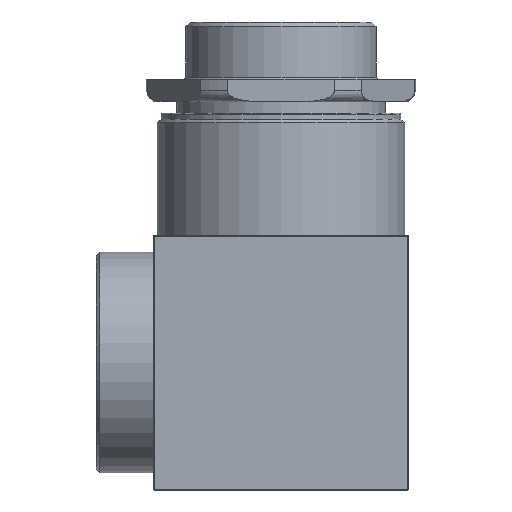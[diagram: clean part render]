
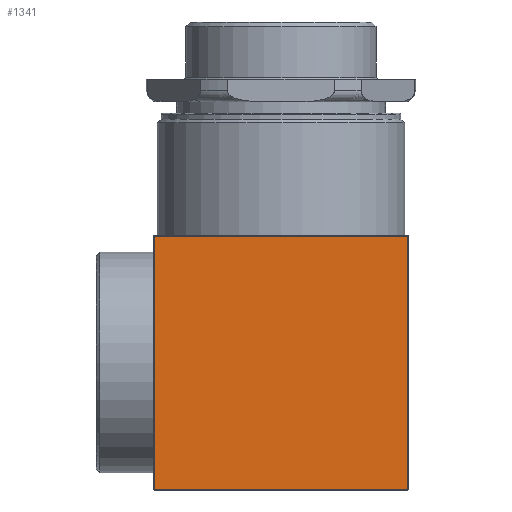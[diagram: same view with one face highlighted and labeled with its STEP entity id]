
A CAD part, left-side view. The second image highlights one B-rep face of the part: STEP entity #1341.
In plain terms, the highlighted planar face has unit normal (-1, 0, 0).
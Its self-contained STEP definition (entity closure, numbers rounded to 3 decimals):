
#112=LINE('',#2544,#167);
#114=LINE('',#2547,#169);
#116=LINE('',#2550,#171);
#119=LINE('',#2555,#174);
#167=VECTOR('',#1966,10.);
#169=VECTOR('',#1970,10.);
#171=VECTOR('',#1974,10.);
#174=VECTOR('',#1981,10.);
#359=FACE_OUTER_BOUND('',#448,.T.);
#448=EDGE_LOOP('',(#1218,#1219,#1220,#1221));
#660=VERTEX_POINT('',#2466);
#664=VERTEX_POINT('',#2474);
#671=VERTEX_POINT('',#2490);
#673=VERTEX_POINT('',#2495);
#855=EDGE_CURVE('',#664,#673,#112,.T.);
#857=EDGE_CURVE('',#673,#671,#114,.T.);
#859=EDGE_CURVE('',#671,#660,#116,.T.);
#862=EDGE_CURVE('',#660,#664,#119,.T.);
#1218=ORIENTED_EDGE('',*,*,#855,.F.);
#1219=ORIENTED_EDGE('',*,*,#862,.F.);
#1220=ORIENTED_EDGE('',*,*,#859,.F.);
#1221=ORIENTED_EDGE('',*,*,#857,.F.);
#1265=PLANE('',#1558);
#1341=ADVANCED_FACE('',(#359),#1265,.T.);
#1558=AXIS2_PLACEMENT_3D('',#2566,#1997,#1998);
#1966=DIRECTION('',(0.,1.,0.));
#1970=DIRECTION('',(0.,0.,1.));
#1974=DIRECTION('',(0.,-1.,0.));
#1981=DIRECTION('',(0.,0.,-1.));
#1997=DIRECTION('center_axis',(-1.,0.,0.));
#1998=DIRECTION('ref_axis',(0.,-1.,0.));
#2466=CARTESIAN_POINT('',(-33.5,-33.25,-19.5));
#2474=CARTESIAN_POINT('',(-33.5,-33.25,-86.));
#2490=CARTESIAN_POINT('',(-33.5,33.25,-19.5));
#2495=CARTESIAN_POINT('',(-33.5,33.25,-86.));
#2544=CARTESIAN_POINT('',(-33.5,16.75,-86.));
#2547=CARTESIAN_POINT('',(-33.5,33.25,-86.25));
#2550=CARTESIAN_POINT('',(-33.5,16.75,-19.5));
#2555=CARTESIAN_POINT('',(-33.5,-33.25,-86.25));
#2566=CARTESIAN_POINT('Origin',(-33.5,33.5,-86.25));
